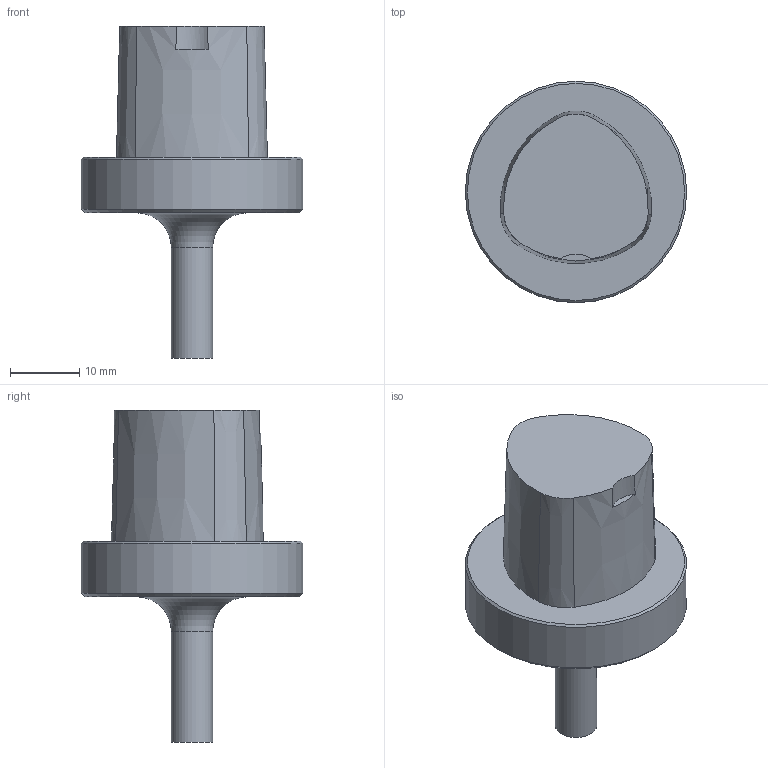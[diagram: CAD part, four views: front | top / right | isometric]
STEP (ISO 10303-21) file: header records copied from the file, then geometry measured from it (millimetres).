
FILE_DESCRIPTION(/* description */ ('3-D model version:1'),/* implementation_level */ '2;1');
FILE_NAME(/* name */ 'C3-391.327-06029',/* time_stamp */ '2016-12-02T14:01:33',/* author */ ('InteractiveCad'),/* organization */ ('AB Sandvik Coromant'),/* preprocessor_version */ 'ST-DEVELOPER v11',/* originating_system */ 'SIEMENS UGS NX 6.0',/* authorization */ '');
FILE_SCHEMA(('AUTOMOTIVE_DESIGN'));
Length unit declared in the file: millimetre
Products named in the file (1): ds681106m480
Bounding box: 32 x 32 x 48 mm (x, y, z)
Volume: 13919.1 mm3; surface area: 3984.6 mm2
Topology: 1 solids, 1 shells, 17 faces, 36 edges, 23 vertices
Faces by surface type: cone 8, plane 5, cylinder 3, torus 1
Full cylindrical faces by diameter (mm): 6 x1, 32 x1
Entity records: 484 total; most frequent: DIRECTION 94, CARTESIAN_POINT 81, ORIENTED_EDGE 62, AXIS2_PLACEMENT_3D 44, EDGE_CURVE 31, EDGE_LOOP 24, VERTEX_POINT 23, CIRCLE 23
